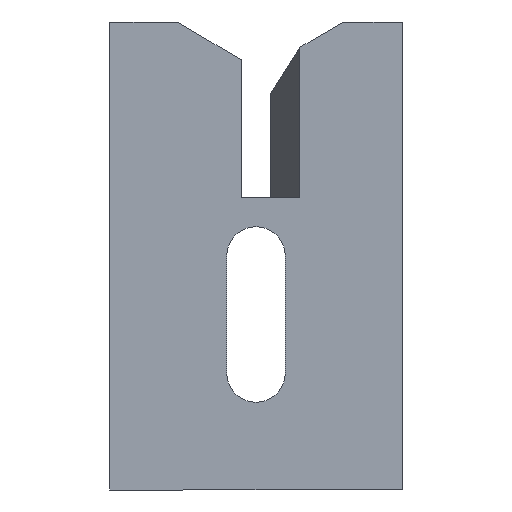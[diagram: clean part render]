
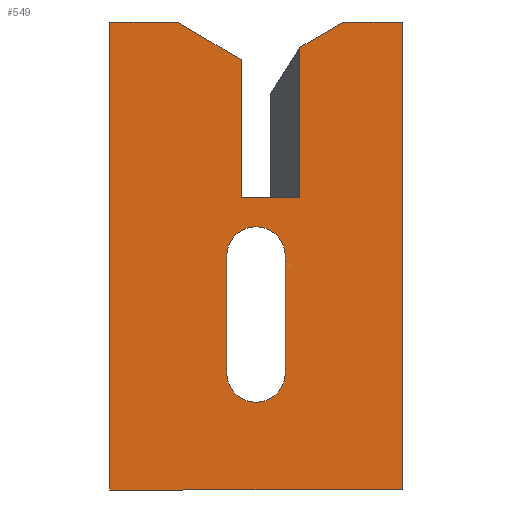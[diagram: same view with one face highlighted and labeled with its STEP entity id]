
A CAD part, left-side view. The second image highlights one B-rep face of the part: STEP entity #549.
In plain terms, the highlighted planar face has unit normal (-1, 0, 0).
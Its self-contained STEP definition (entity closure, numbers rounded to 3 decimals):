
#61=CARTESIAN_POINT('Vertex',(0.,25.,80.)) ;
#66=CARTESIAN_POINT('Line Origine',(0.,19.213,80.)) ;
#70=CARTESIAN_POINT('Vertex',(0.,13.427,80.)) ;
#102=CARTESIAN_POINT('Vertex',(0.,5.,40.)) ;
#105=CARTESIAN_POINT('Line Origine',(0.,5.,30.)) ;
#109=CARTESIAN_POINT('Vertex',(0.,5.,20.)) ;
#136=CARTESIAN_POINT('Axis2P3D Location',(0.,0.,20.)) ;
#140=CARTESIAN_POINT('Vertex',(0.,-5.,20.)) ;
#167=CARTESIAN_POINT('Line Origine',(0.,-5.,30.)) ;
#171=CARTESIAN_POINT('Vertex',(0.,-5.,40.)) ;
#196=CARTESIAN_POINT('Axis2P3D Location',(0.,0.,40.)) ;
#217=CARTESIAN_POINT('Vertex',(0.,-25.,80.)) ;
#222=CARTESIAN_POINT('Line Origine',(0.,-25.,40.)) ;
#226=CARTESIAN_POINT('Vertex',(0.,-25.,0.)) ;
#269=CARTESIAN_POINT('Line Origine',(0.,0.,0.)) ;
#273=CARTESIAN_POINT('Vertex',(0.,25.,0.)) ;
#314=CARTESIAN_POINT('Line Origine',(0.,25.,40.)) ;
#411=CARTESIAN_POINT('Control Point',(0.,13.427,80.)) ;
#412=CARTESIAN_POINT('Control Point',(0.,2.5,73.517)) ;
#413=CARTESIAN_POINT('Vertex',(0.,2.5,73.517)) ;
#433=CARTESIAN_POINT('Line Origine',(0.,-2.5,50.)) ;
#437=CARTESIAN_POINT('Vertex',(0.,2.5,50.)) ;
#439=CARTESIAN_POINT('Vertex',(0.,-7.5,50.)) ;
#491=CARTESIAN_POINT('Line Origine',(0.,-20.,80.)) ;
#495=CARTESIAN_POINT('Vertex',(0.,-15.,80.)) ;
#509=CARTESIAN_POINT('Axis2P3D Location',(0.,0.,0.)) ;
#514=CARTESIAN_POINT('Line Origine',(0.,-11.25,77.835)) ;
#518=CARTESIAN_POINT('Vertex',(0.,-7.5,75.67)) ;
#521=CARTESIAN_POINT('Line Origine',(0.,-7.5,62.835)) ;
#526=CARTESIAN_POINT('Line Origine',(0.,2.5,61.758)) ;
#67=DIRECTION('Vector Direction',(0.,-1.,0.)) ;
#106=DIRECTION('Vector Direction',(0.,0.,-1.)) ;
#137=DIRECTION('Axis2P3D Direction',(1.,0.,0.)) ;
#168=DIRECTION('Vector Direction',(0.,0.,1.)) ;
#197=DIRECTION('Axis2P3D Direction',(1.,0.,0.)) ;
#223=DIRECTION('Vector Direction',(0.,0.,-1.)) ;
#270=DIRECTION('Vector Direction',(0.,1.,0.)) ;
#315=DIRECTION('Vector Direction',(0.,0.,1.)) ;
#434=DIRECTION('Vector Direction',(0.,1.,0.)) ;
#492=DIRECTION('Vector Direction',(0.,-1.,0.)) ;
#510=DIRECTION('Axis2P3D Direction',(1.,0.,0.)) ;
#511=DIRECTION('Axis2P3D XDirection',(0.,1.,0.)) ;
#515=DIRECTION('Vector Direction',(0.,-0.866,0.5)) ;
#522=DIRECTION('Vector Direction',(0.,0.,1.)) ;
#527=DIRECTION('Vector Direction',(0.,0.,-1.)) ;
#138=AXIS2_PLACEMENT_3D('Circle Axis2P3D',#136,#137,$) ;
#198=AXIS2_PLACEMENT_3D('Circle Axis2P3D',#196,#197,$) ;
#512=AXIS2_PLACEMENT_3D('Plane Axis2P3D',#509,#510,#511) ;
#532=ORIENTED_EDGE('',*,*,#520,.F.) ;
#533=ORIENTED_EDGE('',*,*,#525,.F.) ;
#534=ORIENTED_EDGE('',*,*,#441,.F.) ;
#535=ORIENTED_EDGE('',*,*,#530,.F.) ;
#536=ORIENTED_EDGE('',*,*,#415,.F.) ;
#537=ORIENTED_EDGE('',*,*,#72,.F.) ;
#538=ORIENTED_EDGE('',*,*,#318,.F.) ;
#539=ORIENTED_EDGE('',*,*,#275,.F.) ;
#540=ORIENTED_EDGE('',*,*,#228,.F.) ;
#541=ORIENTED_EDGE('',*,*,#497,.F.) ;
#544=ORIENTED_EDGE('',*,*,#200,.T.) ;
#545=ORIENTED_EDGE('',*,*,#173,.T.) ;
#546=ORIENTED_EDGE('',*,*,#142,.T.) ;
#547=ORIENTED_EDGE('',*,*,#111,.T.) ;
#548=FACE_BOUND('',#543,.T.) ;
#68=VECTOR('Line Direction',#67,1.) ;
#107=VECTOR('Line Direction',#106,1.) ;
#169=VECTOR('Line Direction',#168,1.) ;
#224=VECTOR('Line Direction',#223,1.) ;
#271=VECTOR('Line Direction',#270,1.) ;
#316=VECTOR('Line Direction',#315,1.) ;
#435=VECTOR('Line Direction',#434,1.) ;
#493=VECTOR('Line Direction',#492,1.) ;
#516=VECTOR('Line Direction',#515,1.) ;
#523=VECTOR('Line Direction',#522,1.) ;
#528=VECTOR('Line Direction',#527,1.) ;
#549=ADVANCED_FACE('Body.2',(#542,#548),#513,.F.) ;
#410=B_SPLINE_CURVE_WITH_KNOTS('',1,(#411,#412),.UNSPECIFIED.,.F.,.U.,(2,2),(5.383,18.089),.UNSPECIFIED.) ;
#139=CIRCLE('generated circle',#138,5.) ;
#199=CIRCLE('generated circle',#198,5.) ;
#72=EDGE_CURVE('',#62,#71,#69,.T.) ;
#111=EDGE_CURVE('',#110,#103,#108,.F.) ;
#142=EDGE_CURVE('',#141,#110,#139,.T.) ;
#173=EDGE_CURVE('',#172,#141,#170,.F.) ;
#200=EDGE_CURVE('',#103,#172,#199,.T.) ;
#228=EDGE_CURVE('',#218,#227,#225,.T.) ;
#275=EDGE_CURVE('',#227,#274,#272,.T.) ;
#318=EDGE_CURVE('',#274,#62,#317,.T.) ;
#415=EDGE_CURVE('',#71,#414,#410,.T.) ;
#441=EDGE_CURVE('',#438,#440,#436,.F.) ;
#497=EDGE_CURVE('',#496,#218,#494,.T.) ;
#520=EDGE_CURVE('',#519,#496,#517,.T.) ;
#525=EDGE_CURVE('',#440,#519,#524,.T.) ;
#530=EDGE_CURVE('',#414,#438,#529,.T.) ;
#531=EDGE_LOOP('',(#532,#533,#534,#535,#536,#537,#538,#539,#540,#541)) ;
#543=EDGE_LOOP('',(#544,#545,#546,#547)) ;
#542=FACE_OUTER_BOUND('',#531,.T.) ;
#69=LINE('Line',#66,#68) ;
#108=LINE('Line',#105,#107) ;
#170=LINE('Line',#167,#169) ;
#225=LINE('Line',#222,#224) ;
#272=LINE('Line',#269,#271) ;
#317=LINE('Line',#314,#316) ;
#436=LINE('Line',#433,#435) ;
#494=LINE('Line',#491,#493) ;
#517=LINE('Line',#514,#516) ;
#524=LINE('Line',#521,#523) ;
#529=LINE('Line',#526,#528) ;
#513=PLANE('',#512) ;
#62=VERTEX_POINT('',#61) ;
#71=VERTEX_POINT('',#70) ;
#103=VERTEX_POINT('',#102) ;
#110=VERTEX_POINT('',#109) ;
#141=VERTEX_POINT('',#140) ;
#172=VERTEX_POINT('',#171) ;
#218=VERTEX_POINT('',#217) ;
#227=VERTEX_POINT('',#226) ;
#274=VERTEX_POINT('',#273) ;
#414=VERTEX_POINT('',#413) ;
#438=VERTEX_POINT('',#437) ;
#440=VERTEX_POINT('',#439) ;
#496=VERTEX_POINT('',#495) ;
#519=VERTEX_POINT('',#518) ;
